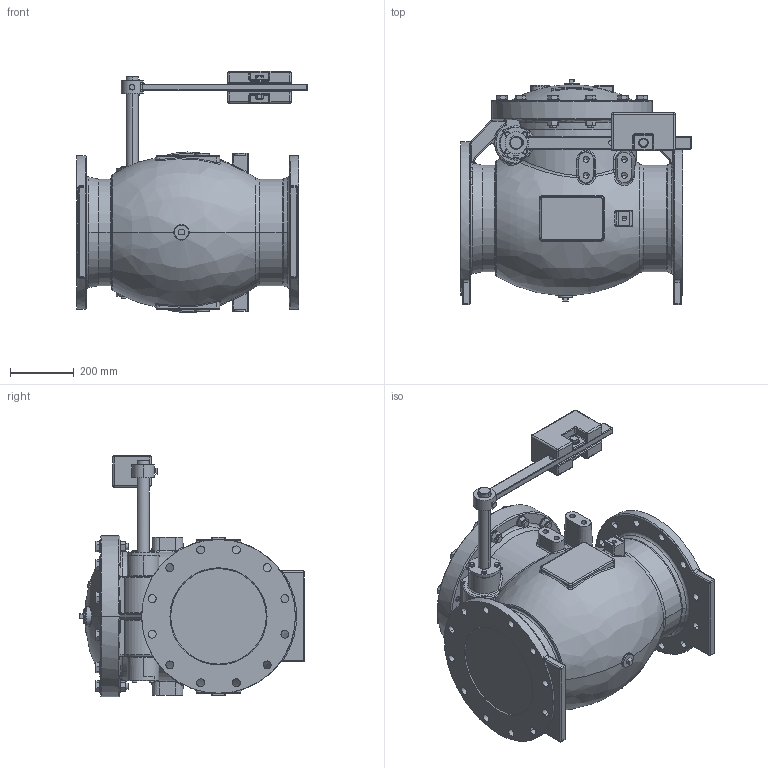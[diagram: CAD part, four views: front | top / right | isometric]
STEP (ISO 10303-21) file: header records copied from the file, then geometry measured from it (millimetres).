
FILE_DESCRIPTION((''),'2;1');
FILE_NAME('7812LW_SW0001','2023-11-02T10:43:15',('jlesh'),(''),'CREO PARAMETRIC BY PTC INC, 2023072','CREO PARAMETRIC BY PTC INC, 2023072','');
FILE_SCHEMA(('AUTOMOTIVE_DESIGN { 1 0 10303 214 1 1 1 1 }'));
Products named in the file (1): 7812LW_SW0001
Bounding box: 724 x 706.68 x 758.56 mm (x, y, z)
Volume: 133836284.7 mm3; surface area: 2525521.6 mm2
Topology: 2 solids, 7 shells, 1509 faces, 3579 edges, 2162 vertices
Faces by surface type: plane 516, cylinder 437, cone 290, bspline 155, torus 86, sphere 25
Entity records: 74075 total; most frequent: CARTESIAN_POINT 33306, ORIENTED_EDGE 7114, DIRECTION 6727, EDGE_CURVE 3557, AXIS2_PLACEMENT_3D 2734, VERTEX_POINT 2162, EDGE_LOOP 1703, FACE_OUTER_BOUND 1509
